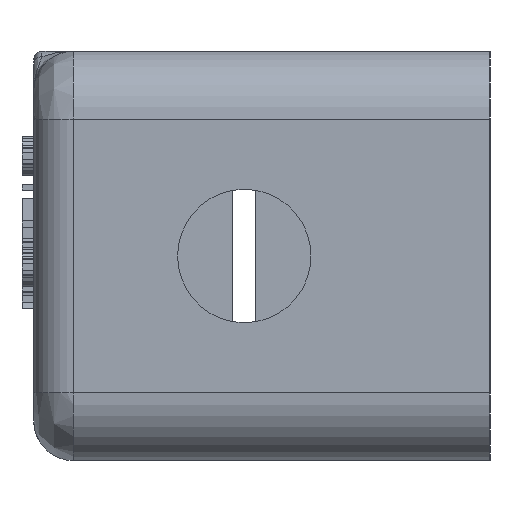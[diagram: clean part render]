
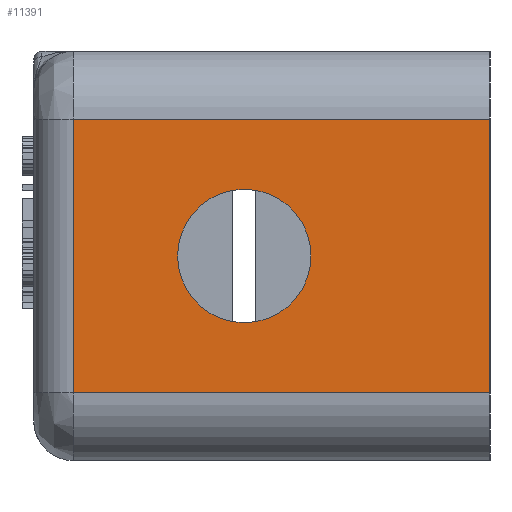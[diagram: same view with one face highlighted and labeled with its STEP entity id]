
A CAD part, left-side view. The second image highlights one B-rep face of the part: STEP entity #11391.
In plain terms, the highlighted planar face has unit normal (-1, 0, 0).
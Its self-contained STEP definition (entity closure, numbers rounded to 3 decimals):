
#2546=DIRECTION('',(0.,-1.,0.));
#2547=VECTOR('',#2546,35.6);
#2548=CARTESIAN_POINT('',(0.,26.6,-11.7));
#2549=LINE('',#2548,#2547);
#2555=CARTESIAN_POINT('',(0.,12.,0.));
#2556=DIRECTION('',(-1.,0.,0.));
#2557=DIRECTION('',(0.,0.,1.));
#2558=AXIS2_PLACEMENT_3D('',#2555,#2556,#2557);
#2560=CARTESIAN_POINT('',(0.,12.,0.));
#2561=DIRECTION('',(-1.,0.,0.));
#2562=DIRECTION('',(0.,0.,-1.));
#2563=AXIS2_PLACEMENT_3D('',#2560,#2561,#2562);
#2565=DIRECTION('',(0.,0.,1.));
#2566=VECTOR('',#2565,23.4);
#2567=CARTESIAN_POINT('',(0.,26.6,-11.7));
#2568=LINE('',#2567,#2566);
#2573=DIRECTION('',(0.,1.,0.));
#2574=VECTOR('',#2573,35.6);
#2575=CARTESIAN_POINT('',(0.,-9.,11.7));
#2576=LINE('',#2575,#2574);
#3060=DIRECTION('',(0.,0.,-1.));
#3061=VECTOR('',#3060,23.4);
#3062=CARTESIAN_POINT('',(0.,-9.,11.7));
#3063=LINE('',#3062,#3061);
#7380=CARTESIAN_POINT('',(0.,12.,5.7));
#7381=CARTESIAN_POINT('',(0.,12.,-5.7));
#7382=VERTEX_POINT('',#7380);
#7383=VERTEX_POINT('',#7381);
#7506=CARTESIAN_POINT('',(0.,26.6,11.7));
#7507=VERTEX_POINT('',#7506);
#7510=CARTESIAN_POINT('',(0.,26.6,-11.7));
#7511=VERTEX_POINT('',#7510);
#9711=CARTESIAN_POINT('',(0.,-9.,11.7));
#9712=CARTESIAN_POINT('',(0.,-9.,-11.7));
#9713=VERTEX_POINT('',#9711);
#9714=VERTEX_POINT('',#9712);
#11373=CARTESIAN_POINT('',(0.,0.,17.5));
#11374=DIRECTION('',(-1.,0.,0.));
#11375=DIRECTION('',(0.,0.,-1.));
#11376=AXIS2_PLACEMENT_3D('',#11373,#11374,#11375);
#11377=PLANE('',#11376);
#11379=ORIENTED_EDGE('',*,*,#11378,.F.);
#11381=ORIENTED_EDGE('',*,*,#11380,.T.);
#11382=ORIENTED_EDGE('',*,*,#11363,.F.);
#11384=ORIENTED_EDGE('',*,*,#11383,.T.);
#11385=EDGE_LOOP('',(#11379,#11381,#11382,#11384));
#11386=FACE_OUTER_BOUND('',#11385,.F.);
#11387=ORIENTED_EDGE('',*,*,#11007,.T.);
#11388=ORIENTED_EDGE('',*,*,#11156,.T.);
#11389=EDGE_LOOP('',(#11387,#11388));
#11390=FACE_BOUND('',#11389,.F.);
#11391=ADVANCED_FACE('',(#11386,#11390),#11377,.T.);
#2559=CIRCLE('',#2558,5.7);
#2564=CIRCLE('',#2563,5.7);
#11007=EDGE_CURVE('',#7382,#7383,#2559,.T.);
#11156=EDGE_CURVE('',#7383,#7382,#2564,.T.);
#11363=EDGE_CURVE('',#7511,#9714,#2549,.T.);
#11378=EDGE_CURVE('',#9713,#7507,#2576,.T.);
#11380=EDGE_CURVE('',#9713,#9714,#3063,.T.);
#11383=EDGE_CURVE('',#7511,#7507,#2568,.T.);
